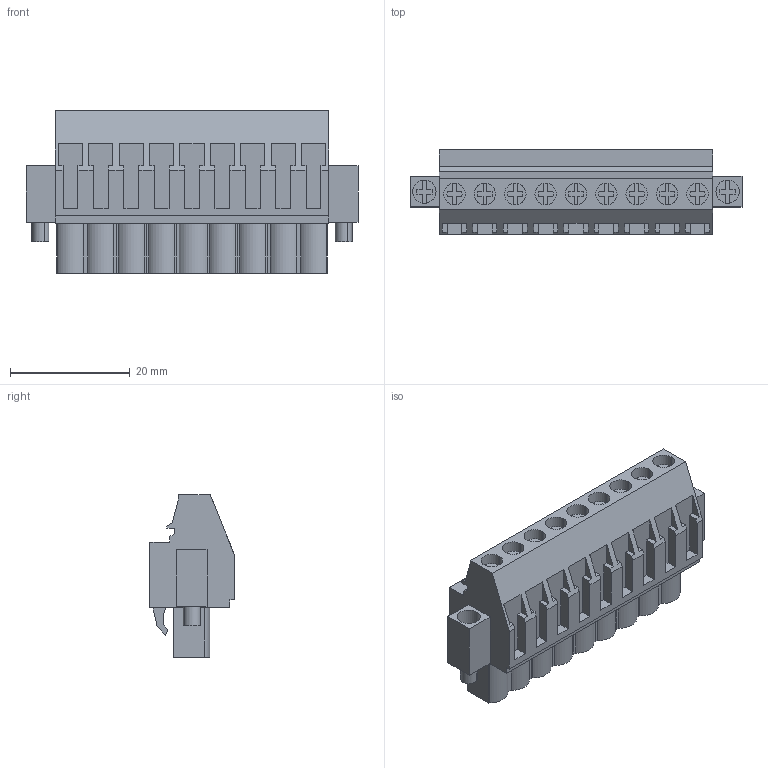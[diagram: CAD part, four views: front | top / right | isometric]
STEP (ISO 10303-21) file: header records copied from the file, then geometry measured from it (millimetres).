
FILE_DESCRIPTION(('CATIA V5 STEP','CAx-IF Rec.Pracs.--- Model Styling and Organization---1.2---2011-12-15'),'2;1');
FILE_NAME ('7246785_2_1950110000_1950110000.stp','2017-09-08T12:25:59+00:00',('none'),('Weidmueller'),'CATIA Version 5-6 Release 2014','CATIA V5 STEP AP214','none');
FILE_SCHEMA(('AUTOMOTIVE_DESIGN { 1 0 10303 214 1 1 1 1 }'));
Length unit declared in the file: millimetre
Products named in the file (1): 1950110000
Bounding box: 55.52 x 14.1 x 27.2 mm (x, y, z)
Volume: 10839.5 mm3; surface area: 6953.4 mm2
Topology: 12 solids, 12 shells, 659 faces, 1804 edges, 1214 vertices
Faces by surface type: plane 558, cylinder 99, extrusion 2
Entity records: 19273 total; most frequent: ORIENTED_EDGE 3608, CARTESIAN_POINT 3436, DIRECTION 2632, EDGE_CURVE 1804, VECTOR 1560, LINE 1558, VERTEX_POINT 1214, EDGE_LOOP 708
